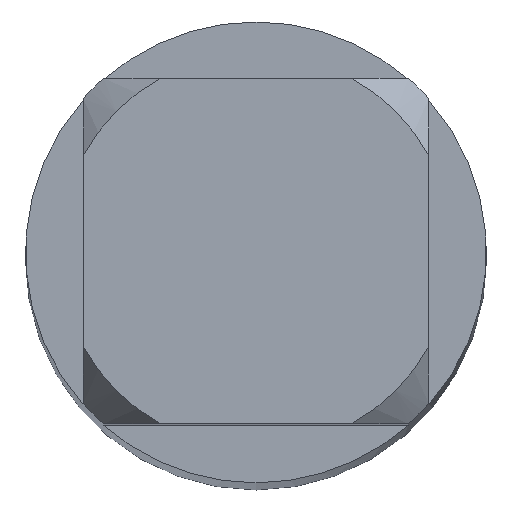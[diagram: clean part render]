
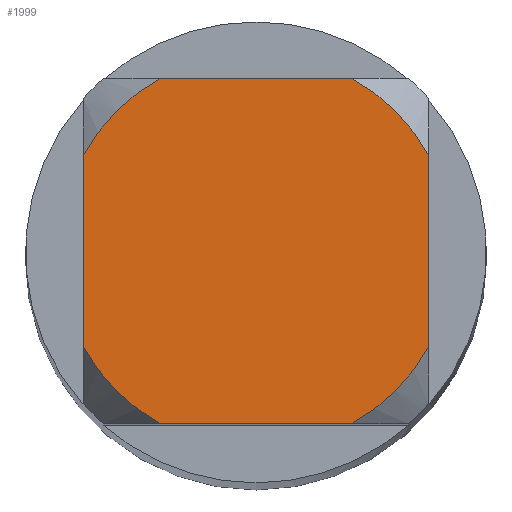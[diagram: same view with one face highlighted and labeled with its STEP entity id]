
A CAD part, top view. The second image highlights one B-rep face of the part: STEP entity #1999.
In plain terms, the highlighted planar face has unit normal (0, 0, 1).
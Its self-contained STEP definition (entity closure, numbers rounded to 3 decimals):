
#1947=EDGE_CURVE('',#5449,#2517,#5611,.T.);
#1999=ADVANCED_FACE('',(#5668),#5669,.T.);
#2019=EDGE_CURVE('',#5449,#3249,#5690,.T.);
#2057=EDGE_CURVE('',#4087,#3249,#5730,.T.);
#2517=VERTEX_POINT('',#6229);
#2535=VERTEX_POINT('',#6247);
#2595=VERTEX_POINT('',#6308);
#3249=VERTEX_POINT('',#7020);
#3351=EDGE_CURVE('',#2535,#3797,#7129,.T.);
#3735=EDGE_CURVE('',#2595,#4515,#7552,.T.);
#3797=VERTEX_POINT('',#7620);
#4087=VERTEX_POINT('',#7936);
#4307=EDGE_CURVE('',#4087,#3797,#8176,.T.);
#4333=EDGE_CURVE('',#2535,#4515,#8207,.T.);
#4515=VERTEX_POINT('',#8408);
#4531=EDGE_CURVE('',#2595,#2517,#8426,.T.);
#5449=VERTEX_POINT('',#9435);
#5611=CIRCLE('',#9737,1.2);
#5668=FACE_OUTER_BOUND('',#9844,.T.);
#5669=PLANE('',#9845);
#5690=LINE('',#9872,#9873);
#5730=CIRCLE('',#9982,1.2);
#6229=CARTESIAN_POINT('',(-1.05,-0.581,0.0));
#6247=CARTESIAN_POINT('',(0.581,1.05,0.0));
#6308=CARTESIAN_POINT('',(-1.05,0.581,0.0));
#7020=CARTESIAN_POINT('',(0.581,-1.05,0.0));
#7129=CIRCLE('',#13132,1.2);
#7552=CIRCLE('',#14088,1.2);
#7620=CARTESIAN_POINT('',(1.05,0.581,0.0));
#7936=CARTESIAN_POINT('',(1.05,-0.581,0.0));
#8176=LINE('',#15453,#15454);
#8207=LINE('',#15492,#15493);
#8408=CARTESIAN_POINT('',(-0.581,1.05,0.0));
#8426=LINE('',#15934,#15935);
#9435=CARTESIAN_POINT('',(-0.581,-1.05,0.0));
#9737=AXIS2_PLACEMENT_3D('',#18162,#18163,#18164);
#9844=EDGE_LOOP('',(#18230,#18231,#18232,#18233,#18234,#18235,#18236,#18237));
#9845=AXIS2_PLACEMENT_3D('',#18238,#18239,#18240);
#9872=CARTESIAN_POINT('',(0.0,-1.05,0.0));
#9873=VECTOR('',#18259,1.0);
#9982=AXIS2_PLACEMENT_3D('',#18293,#18294,#18295);
#13132=AXIS2_PLACEMENT_3D('',#19877,#19878,#19879);
#14088=AXIS2_PLACEMENT_3D('',#20352,#20353,#20354);
#15453=CARTESIAN_POINT('',(1.05,0.3,0.0));
#15454=VECTOR('',#21027,1.0);
#15492=CARTESIAN_POINT('',(0.0,1.05,0.0));
#15493=VECTOR('',#21071,1.0);
#15934=CARTESIAN_POINT('',(-1.05,0.3,0.0));
#15935=VECTOR('',#21494,1.0);
#18162=CARTESIAN_POINT('',(0.0,0.0,0.0));
#18163=DIRECTION('',(0.0,0.0,-1.0));
#18164=DIRECTION('',(0.0,1.0,0.0));
#18230=ORIENTED_EDGE('',*,*,#4531,.T.);
#18231=ORIENTED_EDGE('',*,*,#1947,.F.);
#18232=ORIENTED_EDGE('',*,*,#2019,.T.);
#18233=ORIENTED_EDGE('',*,*,#2057,.F.);
#18234=ORIENTED_EDGE('',*,*,#4307,.T.);
#18235=ORIENTED_EDGE('',*,*,#3351,.F.);
#18236=ORIENTED_EDGE('',*,*,#4333,.T.);
#18237=ORIENTED_EDGE('',*,*,#3735,.F.);
#18238=CARTESIAN_POINT('',(0.0,0.6,0.0));
#18239=DIRECTION('',(-0.0,0.0,1.0));
#18240=DIRECTION('',(0.0,-1.0,0.0));
#18259=DIRECTION('',(1.0,0.0,0.0));
#18293=CARTESIAN_POINT('',(0.0,0.0,0.0));
#18294=DIRECTION('',(0.0,0.0,-1.0));
#18295=DIRECTION('',(0.0,1.0,0.0));
#19877=CARTESIAN_POINT('',(0.0,0.0,0.0));
#19878=DIRECTION('',(0.0,0.0,-1.0));
#19879=DIRECTION('',(0.0,1.0,0.0));
#20352=CARTESIAN_POINT('',(0.0,0.0,0.0));
#20353=DIRECTION('',(0.0,0.0,-1.0));
#20354=DIRECTION('',(0.0,1.0,0.0));
#21027=DIRECTION('',(-0.0,1.0,0.0));
#21071=DIRECTION('',(-1.0,0.0,0.0));
#21494=DIRECTION('',(-0.0,-1.0,0.0));
